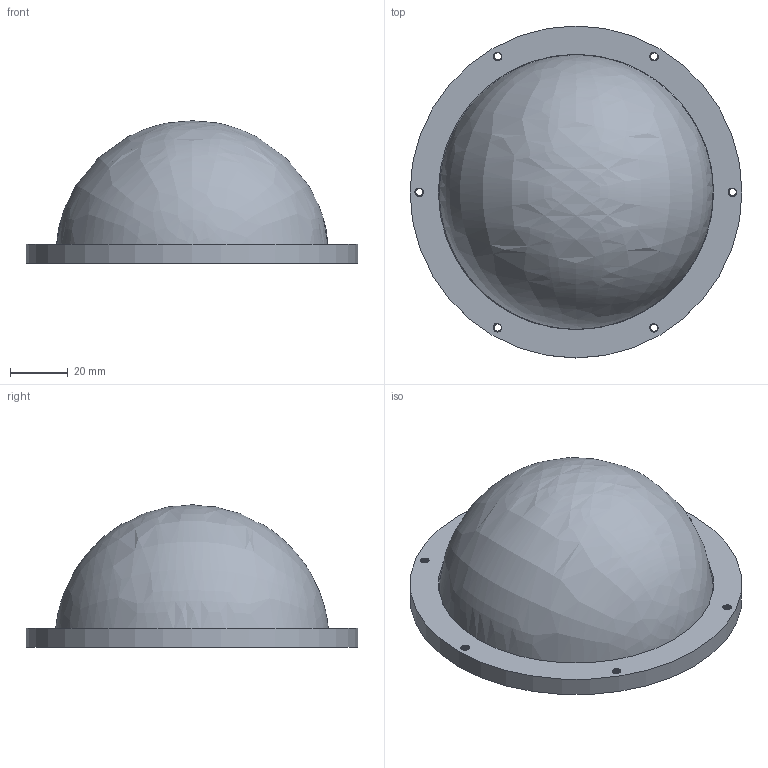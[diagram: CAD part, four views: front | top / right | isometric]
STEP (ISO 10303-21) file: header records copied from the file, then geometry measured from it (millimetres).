
FILE_DESCRIPTION(/* description */ (''),/* implementation_level */ '2;1');
FILE_NAME(/* name */ 'hemispherical viewport v1.step',/* time_stamp */ '2024-06-10T16:03:04+05:30',/* author */ (''),/* organization */ (''),/* preprocessor_version */ 'ST-DEVELOPER v20',/* originating_system */ 'Autodesk Translation Framework v13.14.0.145',/* authorisation */ '');
FILE_SCHEMA (('AUTOMOTIVE_DESIGN { 1 0 10303 214 3 1 1 }'));
Length unit declared in the file: millimetre
Products named in the file (3): hemispherical viewport; dome; retaining cap
Assembly tree (2 placements, depth 2):
  hemispherical viewport
    dome
    retaining cap
Bounding box: 114.5 x 114.5 x 49.16 mm (x, y, z)
Volume: 71117 mm3; surface area: 42443 mm2
Topology: 2 solids, 2 shells, 200 faces, 755 edges, 502 vertices
Faces by surface type: cylinder 176, bspline 16, plane 6, torus 2
Full cylindrical faces by diameter (mm): 2.529 x36, 3.086 x1, 95 x1, 105 x2, 114.5 x1
Entity records: 22623 total; most frequent: CARTESIAN_POINT 16994, ORIENTED_EDGE 1506, EDGE_CURVE 753, DIRECTION 690, VERTEX_POINT 502, B_SPLINE_CURVE_WITH_KNOTS 487, EDGE_LOOP 253, AXIS2_PLACEMENT_3D 235
